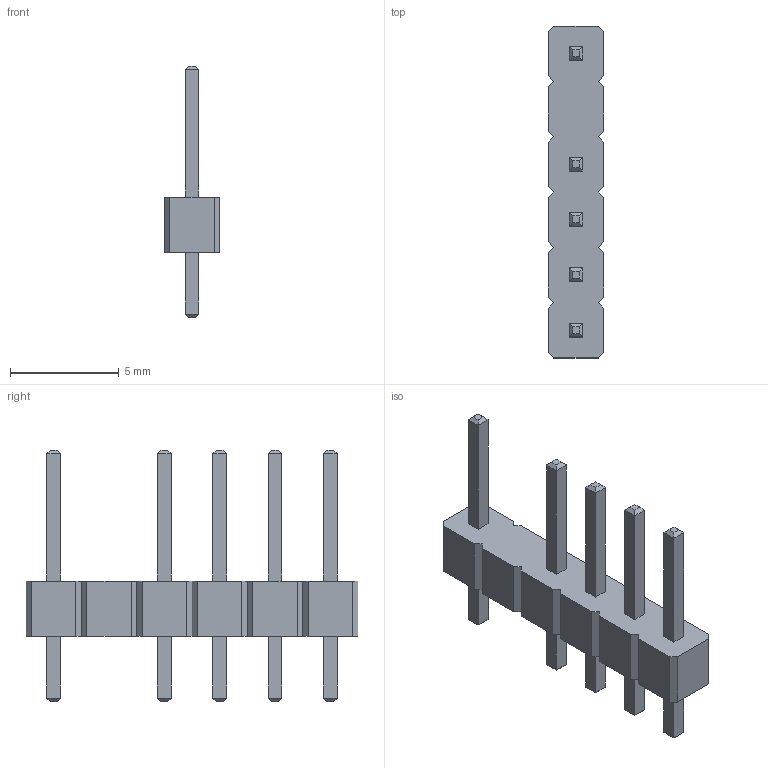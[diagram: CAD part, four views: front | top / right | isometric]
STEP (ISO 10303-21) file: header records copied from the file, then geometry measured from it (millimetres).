
FILE_DESCRIPTION(/* description */ (''),/* implementation_level */ '2;1');
FILE_NAME(/* name */ 'PinHeader_1x06_P2.54mm_Vertical_j8.step',/* time_stamp */ '2022-03-18T12:37:41+01:00',/* author */ (''),/* organization */ (''),/* preprocessor_version */ 'ST-DEVELOPER v18.1',/* originating_system */ 'Autodesk Translation Framework v10.13.0.1454',/* authorisation */ '');
FILE_SCHEMA (('AUTOMOTIVE_DESIGN { 1 0 10303 214 3 1 1 }'));
Length unit declared in the file: millimetre
Products named in the file (1): (Unsaved)
Bounding box: 2.54 x 15.24 x 11.54 mm (x, y, z)
Volume: 114.5 mm3; surface area: 282.4 mm2
Topology: 1 solids, 1 shells, 130 faces, 314 edges, 196 vertices
Faces by surface type: plane 130
Entity records: 3835 total; most frequent: CARTESIAN_POINT 641, ORIENTED_EDGE 628, DIRECTION 576, LINE 314, VECTOR 314, EDGE_CURVE 314, VERTEX_POINT 196, EDGE_LOOP 140
